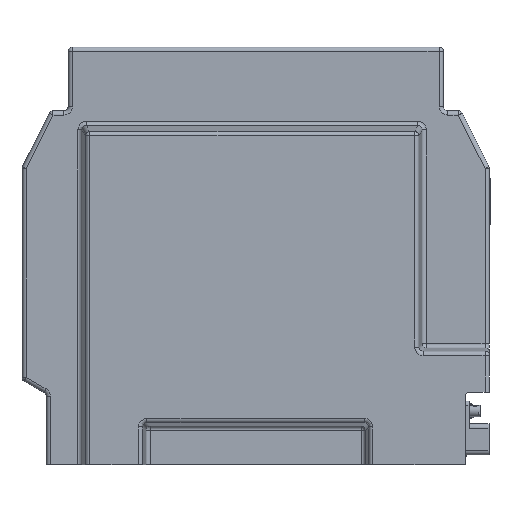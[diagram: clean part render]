
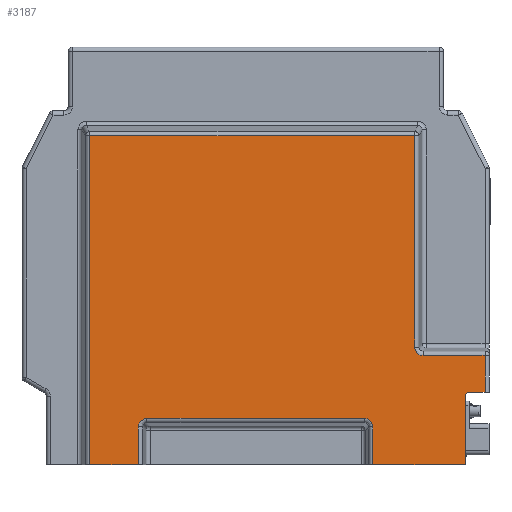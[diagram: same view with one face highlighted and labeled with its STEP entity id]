
A CAD part, front view. The second image highlights one B-rep face of the part: STEP entity #3187.
In plain terms, the highlighted planar face has unit normal (0, -1, 0).
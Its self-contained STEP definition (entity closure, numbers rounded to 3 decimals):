
#3187=ADVANCED_FACE('',(#23861),#23863,.F.);
#23861=FACE_BOUND('',#23862,.T.);
#23862=EDGE_LOOP('',(#43520,#43521,#43522,#43523,#43524,#43525,#43526,#43527,#43528,
#43529,#43530,#43531,#43532,#43533,#43534,#43535));
#23863=PLANE('',#23864);
#23864=AXIS2_PLACEMENT_3D('',#23865,#23866,#23867);
#23865=CARTESIAN_POINT('',(0.,-90.,0.));
#23866=DIRECTION('',(0.,1.,0.));
#23867=DIRECTION('',(-1.,0.,0.));
#43520=ORIENTED_EDGE('',*,*,#55402,.F.);
#43521=ORIENTED_EDGE('',*,*,#55403,.T.);
#43522=ORIENTED_EDGE('',*,*,#55404,.F.);
#43523=ORIENTED_EDGE('',*,*,#55405,.F.);
#43524=ORIENTED_EDGE('',*,*,#55406,.F.);
#43525=ORIENTED_EDGE('',*,*,#55407,.F.);
#43526=ORIENTED_EDGE('',*,*,#55408,.T.);
#43527=ORIENTED_EDGE('',*,*,#55409,.F.);
#43528=ORIENTED_EDGE('',*,*,#53899,.F.);
#43529=ORIENTED_EDGE('',*,*,#55410,.F.);
#43530=ORIENTED_EDGE('',*,*,#55411,.F.);
#43531=ORIENTED_EDGE('',*,*,#55412,.F.);
#43532=ORIENTED_EDGE('',*,*,#55413,.F.);
#43533=ORIENTED_EDGE('',*,*,#55414,.F.);
#43534=ORIENTED_EDGE('',*,*,#53891,.F.);
#43535=ORIENTED_EDGE('',*,*,#53928,.T.);
#53891=EDGE_CURVE('',#60287,#60289,#60290,.T.);
#53899=EDGE_CURVE('',#60303,#60305,#60306,.T.);
#53928=EDGE_CURVE('',#60287,#60360,#60363,.T.);
#55402=EDGE_CURVE('',#63309,#60360,#63310,.F.);
#55403=EDGE_CURVE('',#63309,#63311,#63312,.T.);
#55404=EDGE_CURVE('',#63313,#63311,#63314,.T.);
#55405=EDGE_CURVE('',#63315,#63313,#63316,.T.);
#55406=EDGE_CURVE('',#63317,#63315,#63318,.F.);
#55407=EDGE_CURVE('',#63319,#63317,#63320,.T.);
#55408=EDGE_CURVE('',#63319,#63321,#63322,.T.);
#55409=EDGE_CURVE('',#60305,#63321,#63323,.T.);
#55410=EDGE_CURVE('',#63324,#60303,#63325,.T.);
#55411=EDGE_CURVE('',#63326,#63324,#63327,.F.);
#55412=EDGE_CURVE('',#63328,#63326,#63329,.F.);
#55413=EDGE_CURVE('',#63330,#63328,#63331,.F.);
#55414=EDGE_CURVE('',#60289,#63330,#63332,.T.);
#60287=VERTEX_POINT('',#73126);
#60289=VERTEX_POINT('',#73130);
#60290=LINE('',#73131,#73132);
#60303=VERTEX_POINT('',#73161);
#60305=VERTEX_POINT('',#73166);
#60306=LINE('',#73167,#73168);
#60360=VERTEX_POINT('',#73395);
#60363=LINE('',#73400,#73401);
#63309=VERTEX_POINT('',#80258);
#63310=CIRCLE('',#80259,3.);
#63311=VERTEX_POINT('',#80263);
#63312=LINE('',#80264,#80265);
#63313=VERTEX_POINT('',#80267);
#63314=LINE('',#80268,#80269);
#63315=VERTEX_POINT('',#80271);
#63316=LINE('',#80272,#80273);
#63317=VERTEX_POINT('',#80275);
#63318=(BOUNDED_CURVE()B_SPLINE_CURVE(3,
(#80276,#80277,#80278,#80279),
.UNSPECIFIED.,.F.,.F.)B_SPLINE_CURVE_WITH_KNOTS((4,4),
(0.,1.),
.UNSPECIFIED.)CURVE()GEOMETRIC_REPRESENTATION_ITEM()RATIONAL_B_SPLINE_CURVE((1.,
0.807,0.807,1.))REPRESENTATION_ITEM(''));
#63319=VERTEX_POINT('',#80280);
#63320=LINE('',#80281,#80282);
#63321=VERTEX_POINT('',#80284);
#63322=LINE('',#80285,#80286);
#63323=LINE('',#80288,#80289);
#63324=VERTEX_POINT('',#80291);
#63325=LINE('',#80292,#80293);
#63326=VERTEX_POINT('',#80295);
#63327=(BOUNDED_CURVE()B_SPLINE_CURVE(3,
(#80296,#80297,#80298,#80299),
.UNSPECIFIED.,.F.,.F.)B_SPLINE_CURVE_WITH_KNOTS((4,4),
(0.,1.),
.UNSPECIFIED.)CURVE()GEOMETRIC_REPRESENTATION_ITEM()RATIONAL_B_SPLINE_CURVE((1.,
0.807,0.807,1.))REPRESENTATION_ITEM(''));
#63328=VERTEX_POINT('',#80300);
#63329=LINE('',#80301,#80302);
#63330=VERTEX_POINT('',#80304);
#63331=(BOUNDED_CURVE()B_SPLINE_CURVE(3,
(#80305,#80306,#80307,#80308),
.UNSPECIFIED.,.F.,.F.)B_SPLINE_CURVE_WITH_KNOTS((4,4),
(0.,1.),
.UNSPECIFIED.)CURVE()GEOMETRIC_REPRESENTATION_ITEM()RATIONAL_B_SPLINE_CURVE((1.,
0.807,0.807,1.))REPRESENTATION_ITEM(''));
#63332=LINE('',#80309,#80310);
#73126=CARTESIAN_POINT('',(148.,-90.,-125.));
#73130=CARTESIAN_POINT('',(82.749,-90.,-125.));
#73131=CARTESIAN_POINT('',(148.,-90.,-125.));
#73132=VECTOR('',#73133,1.);
#73133=DIRECTION('',(-1.,0.,0.));
#73161=CARTESIAN_POINT('',(-82.749,-90.,-125.));
#73166=CARTESIAN_POINT('',(-117.251,-90.,-125.));
#73167=CARTESIAN_POINT('',(-82.749,-90.,-125.));
#73168=VECTOR('',#73169,1.);
#73169=DIRECTION('',(-1.,0.,0.));
#73395=CARTESIAN_POINT('',(148.,-90.,-76.815));
#73400=CARTESIAN_POINT('',(148.,-90.,-125.));
#73401=VECTOR('',#73402,1.);
#73402=DIRECTION('',(0.,0.,1.));
#80258=CARTESIAN_POINT('',(151.,-90.,-73.815));
#80259=AXIS2_PLACEMENT_3D('',#80260,#80261,#80262);
#80260=CARTESIAN_POINT('',(151.,-90.,-76.815));
#80261=DIRECTION('',(0.,1.,0.));
#80262=DIRECTION('',(-1.,0.,0.));
#80263=CARTESIAN_POINT('',(162.,-90.,-73.815));
#80264=CARTESIAN_POINT('',(151.,-90.,-73.815));
#80265=VECTOR('',#80266,1.);
#80266=DIRECTION('',(1.,0.,0.));
#80267=CARTESIAN_POINT('',(162.,-90.,-47.749));
#80268=CARTESIAN_POINT('',(162.,-90.,-47.749));
#80269=VECTOR('',#80270,1.);
#80270=DIRECTION('',(0.,0.,-1.));
#80271=CARTESIAN_POINT('',(118.228,-90.,-47.749));
#80272=CARTESIAN_POINT('',(118.228,-90.,-47.749));
#80273=VECTOR('',#80274,1.);
#80274=DIRECTION('',(1.,0.,0.));
#80275=CARTESIAN_POINT('',(112.251,-90.,-41.772));
#80276=CARTESIAN_POINT('',(118.228,-90.,-47.749));
#80277=CARTESIAN_POINT('',(114.721,-90.,-47.749));
#80278=CARTESIAN_POINT('',(112.251,-90.,-45.279));
#80279=CARTESIAN_POINT('',(112.251,-90.,-41.772));
#80280=CARTESIAN_POINT('',(112.251,-90.,107.445));
#80281=CARTESIAN_POINT('',(112.251,-90.,107.445));
#80282=VECTOR('',#80283,1.);
#80283=DIRECTION('',(0.,0.,-1.));
#80284=CARTESIAN_POINT('',(-117.251,-90.,107.445));
#80285=CARTESIAN_POINT('',(112.251,-90.,107.445));
#80286=VECTOR('',#80287,1.);
#80287=DIRECTION('',(-1.,0.,0.));
#80288=CARTESIAN_POINT('',(-117.251,-90.,-125.));
#80289=VECTOR('',#80290,1.);
#80290=DIRECTION('',(0.,0.,1.));
#80291=CARTESIAN_POINT('',(-82.749,-90.,-98.228));
#80292=CARTESIAN_POINT('',(-82.749,-90.,-98.228));
#80293=VECTOR('',#80294,1.);
#80294=DIRECTION('',(0.,0.,-1.));
#80295=CARTESIAN_POINT('',(-76.772,-90.,-92.251));
#80296=CARTESIAN_POINT('',(-82.749,-90.,-98.228));
#80297=CARTESIAN_POINT('',(-82.749,-90.,-94.721));
#80298=CARTESIAN_POINT('',(-80.279,-90.,-92.251));
#80299=CARTESIAN_POINT('',(-76.772,-90.,-92.251));
#80300=CARTESIAN_POINT('',(76.772,-90.,-92.251));
#80301=CARTESIAN_POINT('',(-76.772,-90.,-92.251));
#80302=VECTOR('',#80303,1.);
#80303=DIRECTION('',(1.,0.,0.));
#80304=CARTESIAN_POINT('',(82.749,-90.,-98.228));
#80305=CARTESIAN_POINT('',(76.772,-90.,-92.251));
#80306=CARTESIAN_POINT('',(80.279,-90.,-92.251));
#80307=CARTESIAN_POINT('',(82.749,-90.,-94.721));
#80308=CARTESIAN_POINT('',(82.749,-90.,-98.228));
#80309=CARTESIAN_POINT('',(82.749,-90.,-125.));
#80310=VECTOR('',#80311,1.);
#80311=DIRECTION('',(0.,0.,1.));
